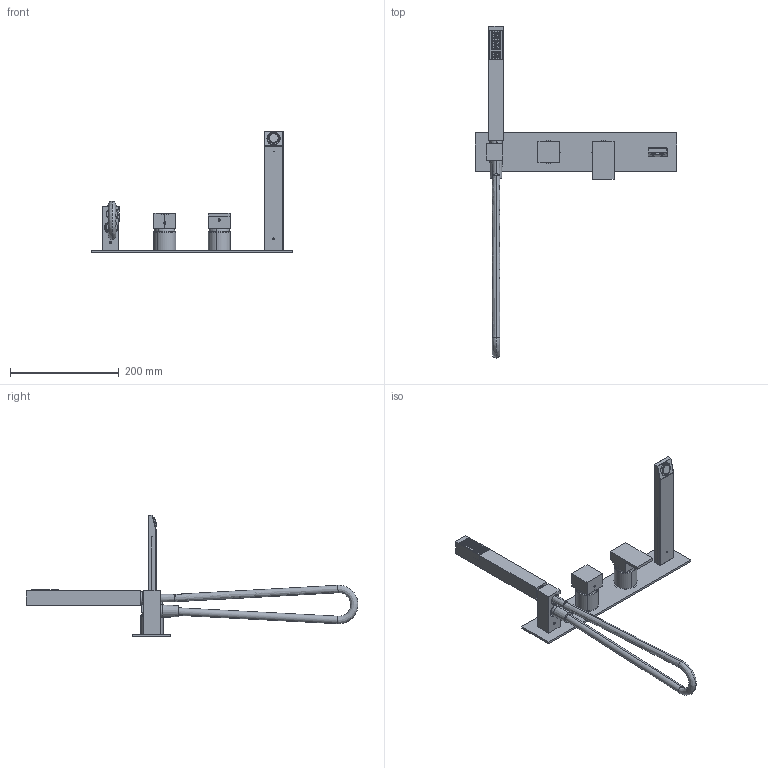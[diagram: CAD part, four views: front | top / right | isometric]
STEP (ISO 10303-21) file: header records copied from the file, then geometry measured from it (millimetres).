
FILE_DESCRIPTION (( 'STEP AP214' ), '1' );
FILE_NAME ('QUA.0016 3D.STEP', '2023-04-13T09:49:22', ( '' ), ( '' ), 'SwSTEP 2.0', 'SolidWorks 2022', '' );
FILE_SCHEMA (( 'AUTOMOTIVE_DESIGN' ));
Length unit declared in the file: millimetre
Products named in the file (12): 0423.001.00; 0063.001.00; 011100700300; 0001-FLEXIVEL_TOMADA_ÁGUA_CILINDRICA_LATERAL_PARA_MON_2_SAIDAS_000000000000; 0423.002.00; 011416006400; 0422.001.00; 011009605900; 0064.004.00; 0065.005.00; 0004-AREADOR_M24x1_NEOPERL_SLIM_AIR_000000000000; QUA.0016 3D
Assembly tree (14 placements, depth 2):
  QUA.0016 3D
    0423.001.00
    011009605900
    0063.001.00
    0004-AREADOR_M24x1_NEOPERL_SLIM_AIR_000000000000
    0001-FLEXIVEL_TOMADA_ÁGUA_CILINDRICA_LATERAL_PARA_MON_2_SAIDAS_000000000000
    0065.005.00  x2
    0422.001.00
    011416006400
    0064.004.00
    011100700300  x3
    0423.002.00
Bounding box: 370 x 610.52 x 224.2 mm (x, y, z)
Volume: 562162 mm3; surface area: 223487.5 mm2
Topology: 14 solids, 15 shells, 526 faces, 1226 edges, 768 vertices
Faces by surface type: plane 219, cylinder 210, cone 46, torus 22, bspline 21, sphere 8
Entity records: 19081 total; most frequent: CARTESIAN_POINT 7233, DIRECTION 2429, ORIENTED_EDGE 2208, EDGE_CURVE 1104, AXIS2_PLACEMENT_3D 950, VERTEX_POINT 712, EDGE_LOOP 580, VECTOR 529
